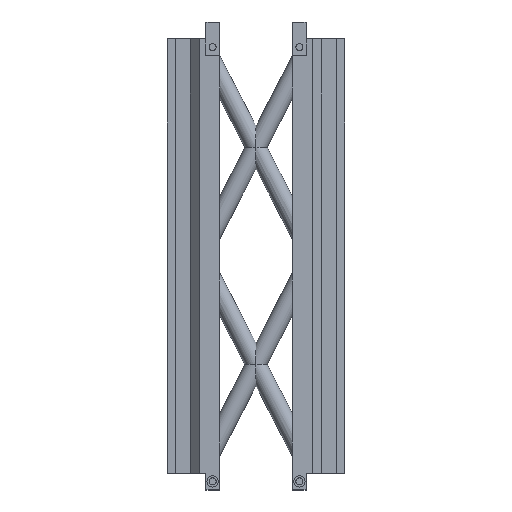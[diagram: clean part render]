
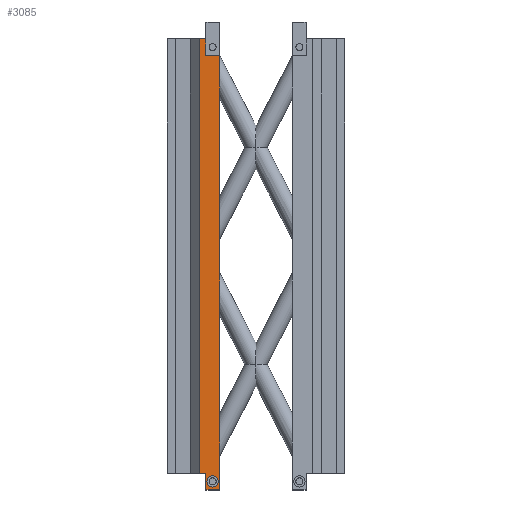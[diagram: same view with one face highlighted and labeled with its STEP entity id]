
A CAD part, top view. The second image highlights one B-rep face of the part: STEP entity #3085.
In plain terms, the highlighted planar face has unit normal (0, 0, 1).
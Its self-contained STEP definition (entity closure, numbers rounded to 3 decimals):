
#229=FACE_BOUND('',#490,.T.);
#260=CIRCLE('',#3278,2.);
#313=FACE_OUTER_BOUND('',#489,.T.);
#489=EDGE_LOOP('',(#2188,#2189,#2190,#2191,#2192,#2193,#2194,#2195,#2196,
#2197,#2198,#2199));
#490=EDGE_LOOP('',(#2200));
#665=LINE('',#4699,#961);
#673=LINE('',#4715,#969);
#726=LINE('',#4852,#1022);
#729=LINE('',#4857,#1025);
#739=LINE('',#4884,#1035);
#740=LINE('',#4886,#1036);
#741=LINE('',#4888,#1037);
#742=LINE('',#4890,#1038);
#743=LINE('',#4891,#1039);
#744=LINE('',#4893,#1040);
#745=LINE('',#4895,#1041);
#746=LINE('',#4896,#1042);
#961=VECTOR('',#3689,10.);
#969=VECTOR('',#3701,10.);
#1022=VECTOR('',#3824,10.);
#1025=VECTOR('',#3829,10.);
#1035=VECTOR('',#3857,10.);
#1036=VECTOR('',#3858,10.);
#1037=VECTOR('',#3859,10.);
#1038=VECTOR('',#3860,10.);
#1039=VECTOR('',#3861,10.);
#1040=VECTOR('',#3862,10.);
#1041=VECTOR('',#3863,10.);
#1042=VECTOR('',#3864,10.);
#1257=VERTEX_POINT('',#4696);
#1258=VERTEX_POINT('',#4698);
#1264=VERTEX_POINT('',#4713);
#1304=VERTEX_POINT('',#4821);
#1312=VERTEX_POINT('',#4849);
#1313=VERTEX_POINT('',#4851);
#1314=VERTEX_POINT('',#4855);
#1322=VERTEX_POINT('',#4883);
#1323=VERTEX_POINT('',#4885);
#1324=VERTEX_POINT('',#4887);
#1325=VERTEX_POINT('',#4889);
#1326=VERTEX_POINT('',#4892);
#1327=VERTEX_POINT('',#4894);
#1550=EDGE_CURVE('',#1258,#1257,#665,.T.);
#1558=EDGE_CURVE('',#1264,#1257,#673,.T.);
#1609=EDGE_CURVE('',#1304,#1304,#260,.T.);
#1624=EDGE_CURVE('',#1313,#1312,#726,.T.);
#1627=EDGE_CURVE('',#1314,#1313,#729,.T.);
#1640=EDGE_CURVE('',#1264,#1322,#739,.T.);
#1641=EDGE_CURVE('',#1322,#1323,#740,.T.);
#1642=EDGE_CURVE('',#1323,#1324,#741,.T.);
#1643=EDGE_CURVE('',#1324,#1325,#742,.T.);
#1644=EDGE_CURVE('',#1325,#1314,#743,.T.);
#1645=EDGE_CURVE('',#1326,#1312,#744,.T.);
#1646=EDGE_CURVE('',#1327,#1326,#745,.T.);
#1647=EDGE_CURVE('',#1327,#1258,#746,.T.);
#2188=ORIENTED_EDGE('',*,*,#1550,.T.);
#2189=ORIENTED_EDGE('',*,*,#1558,.F.);
#2190=ORIENTED_EDGE('',*,*,#1640,.T.);
#2191=ORIENTED_EDGE('',*,*,#1641,.T.);
#2192=ORIENTED_EDGE('',*,*,#1642,.T.);
#2193=ORIENTED_EDGE('',*,*,#1643,.T.);
#2194=ORIENTED_EDGE('',*,*,#1644,.T.);
#2195=ORIENTED_EDGE('',*,*,#1627,.T.);
#2196=ORIENTED_EDGE('',*,*,#1624,.T.);
#2197=ORIENTED_EDGE('',*,*,#1645,.F.);
#2198=ORIENTED_EDGE('',*,*,#1646,.F.);
#2199=ORIENTED_EDGE('',*,*,#1647,.T.);
#2200=ORIENTED_EDGE('',*,*,#1609,.T.);
#2953=PLANE('',#3294);
#3085=ADVANCED_FACE('',(#313,#229),#2953,.T.);
#3278=AXIS2_PLACEMENT_3D('',#4822,#3796,#3797);
#3294=AXIS2_PLACEMENT_3D('',#4882,#3855,#3856);
#3689=DIRECTION('',(0.,-1.,0.));
#3701=DIRECTION('',(-1.,0.,0.));
#3796=DIRECTION('center_axis',(0.,0.,-1.));
#3797=DIRECTION('ref_axis',(1.,0.,0.));
#3824=DIRECTION('',(0.,1.,0.));
#3829=DIRECTION('',(-1.,0.,0.));
#3855=DIRECTION('center_axis',(0.,0.,1.));
#3856=DIRECTION('ref_axis',(1.,0.,0.));
#3857=DIRECTION('',(0.,1.,0.));
#3858=DIRECTION('',(0.,1.,0.));
#3859=DIRECTION('',(0.,1.,0.));
#3860=DIRECTION('',(0.,1.,0.));
#3861=DIRECTION('',(0.,1.,0.));
#3862=DIRECTION('',(1.,0.,0.));
#3863=DIRECTION('',(0.,1.,0.));
#3864=DIRECTION('',(1.,0.,0.));
#4696=CARTESIAN_POINT('',(2.125,-6.,40.));
#4698=CARTESIAN_POINT('',(2.125,0.,40.));
#4699=CARTESIAN_POINT('',(2.125,0.,40.));
#4713=CARTESIAN_POINT('',(7.,-6.,40.));
#4715=CARTESIAN_POINT('',(0.,-6.,40.));
#4821=CARTESIAN_POINT('',(2.5,-3.,40.));
#4822=CARTESIAN_POINT('Origin',(4.5,-3.,40.));
#4849=CARTESIAN_POINT('',(2.,155.,40.));
#4851=CARTESIAN_POINT('',(2.,149.,40.));
#4852=CARTESIAN_POINT('',(2.,77.5,40.));
#4855=CARTESIAN_POINT('',(7.,149.,40.));
#4857=CARTESIAN_POINT('',(2.25,149.,40.));
#4882=CARTESIAN_POINT('Origin',(0.,0.,40.));
#4883=CARTESIAN_POINT('',(7.,13.618,40.));
#4884=CARTESIAN_POINT('',(7.,0.,40.));
#4885=CARTESIAN_POINT('',(7.,63.882,40.));
#4886=CARTESIAN_POINT('',(7.,0.,40.));
#4887=CARTESIAN_POINT('',(7.,91.118,40.));
#4888=CARTESIAN_POINT('',(7.,0.,40.));
#4889=CARTESIAN_POINT('',(7.,141.382,40.));
#4890=CARTESIAN_POINT('',(7.,0.,40.));
#4891=CARTESIAN_POINT('',(7.,0.,40.));
#4892=CARTESIAN_POINT('',(0.,155.,40.));
#4893=CARTESIAN_POINT('',(0.,155.,40.));
#4894=CARTESIAN_POINT('',(0.,0.,40.));
#4895=CARTESIAN_POINT('',(0.,0.,40.));
#4896=CARTESIAN_POINT('',(1.,0.,40.));
